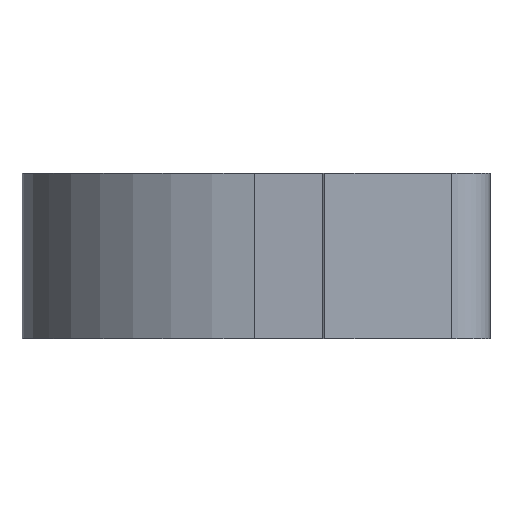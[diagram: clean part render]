
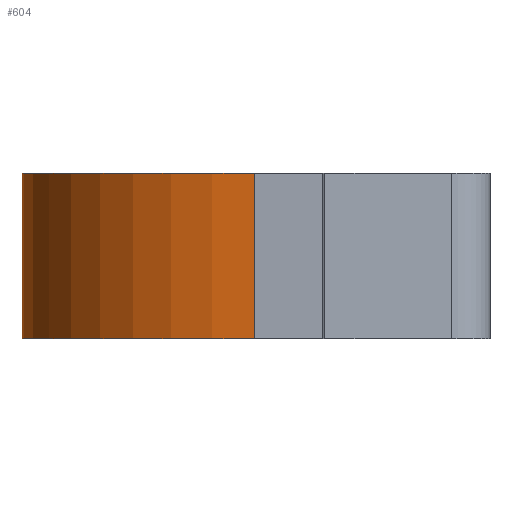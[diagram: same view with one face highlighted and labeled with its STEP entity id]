
A CAD part, left-side view. The second image highlights one B-rep face of the part: STEP entity #604.
In plain terms, the highlighted cylindrical face has radius 21.5 mm (diameter 43 mm), a partial arc.
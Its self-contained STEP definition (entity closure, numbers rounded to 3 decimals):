
#47 = CARTESIAN_POINT ( 'NONE',  ( 0., 0., 7. ) ) ;
#49 = LINE ( 'NONE', #152, #400 ) ;
#62 = EDGE_CURVE ( 'NONE', #71, #253, #49, .T. ) ;
#71 = VERTEX_POINT ( 'NONE', #147 ) ;
#85 = DIRECTION ( 'NONE',  ( 1., 0., 0. ) ) ;
#94 = CARTESIAN_POINT ( 'NONE',  ( -21.418, 1.874, -7. ) ) ;
#110 = DIRECTION ( 'NONE',  ( 0., 0., 1. ) ) ;
#112 = AXIS2_PLACEMENT_3D ( 'NONE', #47, #110, #85 ) ;
#132 = CYLINDRICAL_SURFACE ( 'NONE', #180, 21.5 ) ;
#143 = FACE_OUTER_BOUND ( 'NONE', #581, .T. ) ;
#147 = CARTESIAN_POINT ( 'NONE',  ( 21.5, 0., 7. ) ) ;
#152 = CARTESIAN_POINT ( 'NONE',  ( 21.5, 0., 7. ) ) ;
#158 = DIRECTION ( 'NONE',  ( 0., 0., -1. ) ) ;
#180 = AXIS2_PLACEMENT_3D ( 'NONE', #588, #466, #329 ) ;
#253 = VERTEX_POINT ( 'NONE', #487 ) ;
#254 = ORIENTED_EDGE ( 'NONE', *, *, #452, .T. ) ;
#281 = VERTEX_POINT ( 'NONE', #444 ) ;
#292 = AXIS2_PLACEMENT_3D ( 'NONE', #443, #445, #448 ) ;
#297 = EDGE_CURVE ( 'NONE', #281, #355, #437, .T. ) ;
#303 = EDGE_CURVE ( 'NONE', #71, #281, #438, .T. ) ;
#329 = DIRECTION ( 'NONE',  ( -1., 0., 0. ) ) ;
#355 = VERTEX_POINT ( 'NONE', #94 ) ;
#362 = CIRCLE ( 'NONE', #292, 21.5 ) ;
#400 = VECTOR ( 'NONE', #158, 1000. ) ;
#437 = LINE ( 'NONE', #495, #442 ) ;
#438 = CIRCLE ( 'NONE', #112, 21.5 ) ;
#442 = VECTOR ( 'NONE', #471, 1000. ) ;
#443 = CARTESIAN_POINT ( 'NONE',  ( 0., 0., -7. ) ) ;
#444 = CARTESIAN_POINT ( 'NONE',  ( -21.418, 1.874, 7. ) ) ;
#445 = DIRECTION ( 'NONE',  ( 0., 0., 1. ) ) ;
#448 = DIRECTION ( 'NONE',  ( 1., 0., 0. ) ) ;
#452 = EDGE_CURVE ( 'NONE', #253, #355, #362, .T. ) ;
#466 = DIRECTION ( 'NONE',  ( 0., 0., -1. ) ) ;
#471 = DIRECTION ( 'NONE',  ( 0., 0., -1. ) ) ;
#487 = CARTESIAN_POINT ( 'NONE',  ( 21.5, 0., -7. ) ) ;
#495 = CARTESIAN_POINT ( 'NONE',  ( -21.418, 1.874, 7. ) ) ;
#515 = ORIENTED_EDGE ( 'NONE', *, *, #303, .F. ) ;
#520 = ORIENTED_EDGE ( 'NONE', *, *, #297, .F. ) ;
#521 = ORIENTED_EDGE ( 'NONE', *, *, #62, .T. ) ;
#581 = EDGE_LOOP ( 'NONE', ( #254, #520, #515, #521 ) ) ;
#588 = CARTESIAN_POINT ( 'NONE',  ( 0., 0., 7. ) ) ;
#604 = ADVANCED_FACE ( 'NONE', ( #143 ), #132, .T. ) ;
